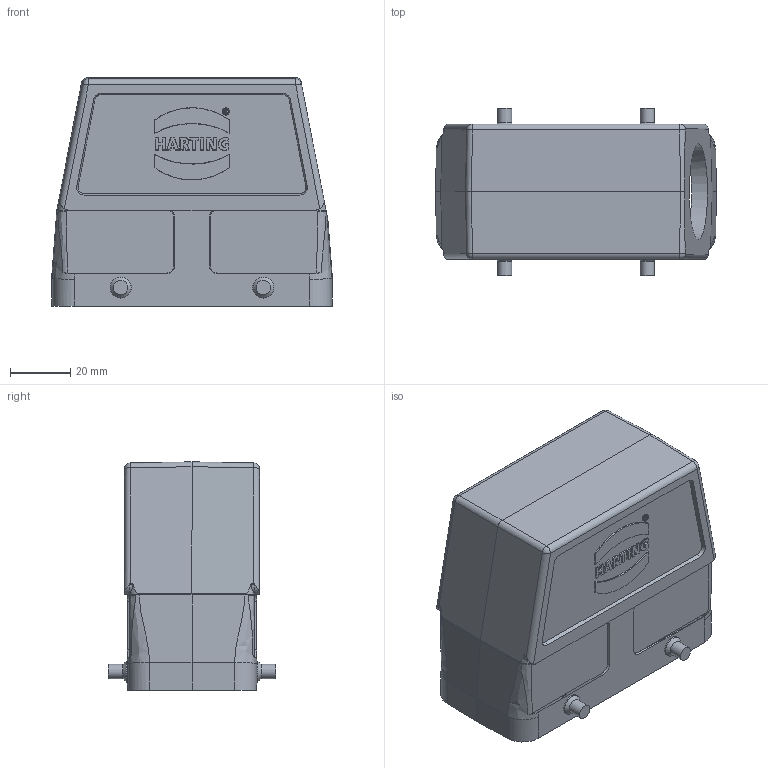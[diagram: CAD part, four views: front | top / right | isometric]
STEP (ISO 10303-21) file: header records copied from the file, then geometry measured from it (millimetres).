
FILE_DESCRIPTION(/* description */ (''),/* implementation_level */ '2;1');
FILE_NAME(/* name */ '100094882ugm000_e.stp',/* time_stamp */ '2019-11-08T07:08:56+01:00',/* author */ (''),/* organization */ (''),/* preprocessor_version */ 'ST-DEVELOPER v16.7',/* originating_system */ 'SIEMENS PLM Software NX 12.0',/* authorisation */ '');
FILE_SCHEMA (('AUTOMOTIVE_DESIGN { 1 0 10303 214 3 1 1 1 }'));
Length unit declared in the file: millimetre
Products named in the file (1): 100094882ugm000_e
Bounding box: 93.5 x 55.6 x 76 mm (x, y, z)
Volume: 80293.2 mm3; surface area: 42623.2 mm2
Topology: 1 solids, 1 shells, 310 faces, 815 edges, 533 vertices
Faces by surface type: plane 177, cylinder 55, cone 37, bspline 33, sphere 4, torus 4
Full cylindrical faces by diameter (mm): 3 x4, 4 x4, 4.8 x4, 7 x4, 32 x1
Entity records: 15891 total; most frequent: CARTESIAN_POINT 7732, ORIENTED_EDGE 1532, DIRECTION 1359, EDGE_CURVE 766, VERTEX_POINT 519, AXIS2_PLACEMENT_3D 458, LINE 443, VECTOR 443
